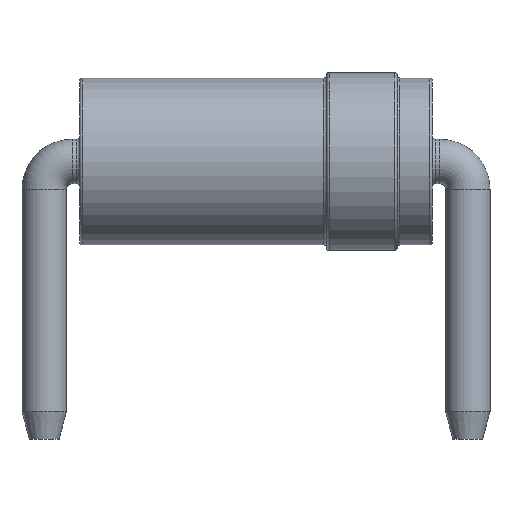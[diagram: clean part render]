
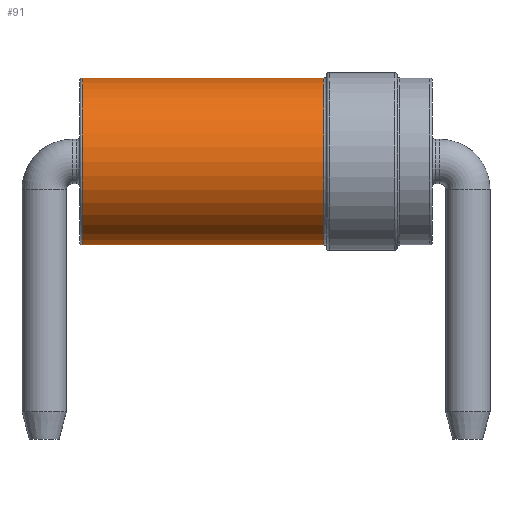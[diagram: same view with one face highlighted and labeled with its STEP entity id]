
A CAD part, front view. The second image highlights one B-rep face of the part: STEP entity #91.
In plain terms, the highlighted cylindrical face has radius 1.5 mm (diameter 3 mm), a partial arc.
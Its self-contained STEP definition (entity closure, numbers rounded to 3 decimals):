
#5 = ORIENTED_EDGE ( 'NONE', *, *, #416, .T. ) ;
#9 = CARTESIAN_POINT ( 'NONE',  ( 4.395, 0., 1.5 ) ) ;
#41 = DIRECTION ( 'NONE',  ( 1., 0., 0. ) ) ;
#44 = AXIS2_PLACEMENT_3D ( 'NONE', #214, #1017, #325 ) ;
#77 = ORIENTED_EDGE ( 'NONE', *, *, #185, .F. ) ;
#91 = ADVANCED_FACE ( 'NONE', ( #343 ), #222, .T. ) ;
#168 = ORIENTED_EDGE ( 'NONE', *, *, #250, .T. ) ;
#173 = VERTEX_POINT ( 'NONE', #1255 ) ;
#185 = EDGE_CURVE ( 'NONE', #951, #966, #1090, .T. ) ;
#207 = VERTEX_POINT ( 'NONE', #9 ) ;
#214 = CARTESIAN_POINT ( 'NONE',  ( 4.395, 0., 0. ) ) ;
#222 = CYLINDRICAL_SURFACE ( 'NONE', #1403, 1.5 ) ;
#250 = EDGE_CURVE ( 'NONE', #951, #207, #307, .T. ) ;
#307 = CIRCLE ( 'NONE', #44, 1.5 ) ;
#325 = DIRECTION ( 'NONE',  ( 0., 0., -1. ) ) ;
#343 = FACE_OUTER_BOUND ( 'NONE', #712, .T. ) ;
#369 = DIRECTION ( 'NONE',  ( -1., 0., 0. ) ) ;
#400 = CARTESIAN_POINT ( 'NONE',  ( 4.445, 0., 0. ) ) ;
#416 = EDGE_CURVE ( 'NONE', #207, #173, #863, .T. ) ;
#480 = CARTESIAN_POINT ( 'NONE',  ( 4.445, 0., 1.5 ) ) ;
#516 = DIRECTION ( 'NONE',  ( -1., 0., 0. ) ) ;
#555 = CARTESIAN_POINT ( 'NONE',  ( 4.395, 0., -1.5 ) ) ;
#599 = VECTOR ( 'NONE', #691, 1000. ) ;
#634 = ORIENTED_EDGE ( 'NONE', *, *, #963, .T. ) ;
#685 = CARTESIAN_POINT ( 'NONE',  ( 0.05, 0., -1.5 ) ) ;
#691 = DIRECTION ( 'NONE',  ( -1., 0., 0. ) ) ;
#712 = EDGE_LOOP ( 'NONE', ( #77, #168, #5, #634 ) ) ;
#720 = CARTESIAN_POINT ( 'NONE',  ( 0.05, 0., 0. ) ) ;
#826 = VECTOR ( 'NONE', #369, 1000. ) ;
#863 = LINE ( 'NONE', #480, #826 ) ;
#951 = VERTEX_POINT ( 'NONE', #555 ) ;
#963 = EDGE_CURVE ( 'NONE', #173, #966, #1098, .T. ) ;
#966 = VERTEX_POINT ( 'NONE', #685 ) ;
#1017 = DIRECTION ( 'NONE',  ( -1., 0., 0. ) ) ;
#1090 = LINE ( 'NONE', #1376, #599 ) ;
#1098 = CIRCLE ( 'NONE', #1266, 1.5 ) ;
#1151 = DIRECTION ( 'NONE',  ( 0., 0., 1. ) ) ;
#1255 = CARTESIAN_POINT ( 'NONE',  ( 0.05, 0., 1.5 ) ) ;
#1266 = AXIS2_PLACEMENT_3D ( 'NONE', #720, #41, #1315 ) ;
#1315 = DIRECTION ( 'NONE',  ( 0., 0., -1. ) ) ;
#1376 = CARTESIAN_POINT ( 'NONE',  ( 4.445, 0., -1.5 ) ) ;
#1403 = AXIS2_PLACEMENT_3D ( 'NONE', #400, #516, #1151 ) ;
